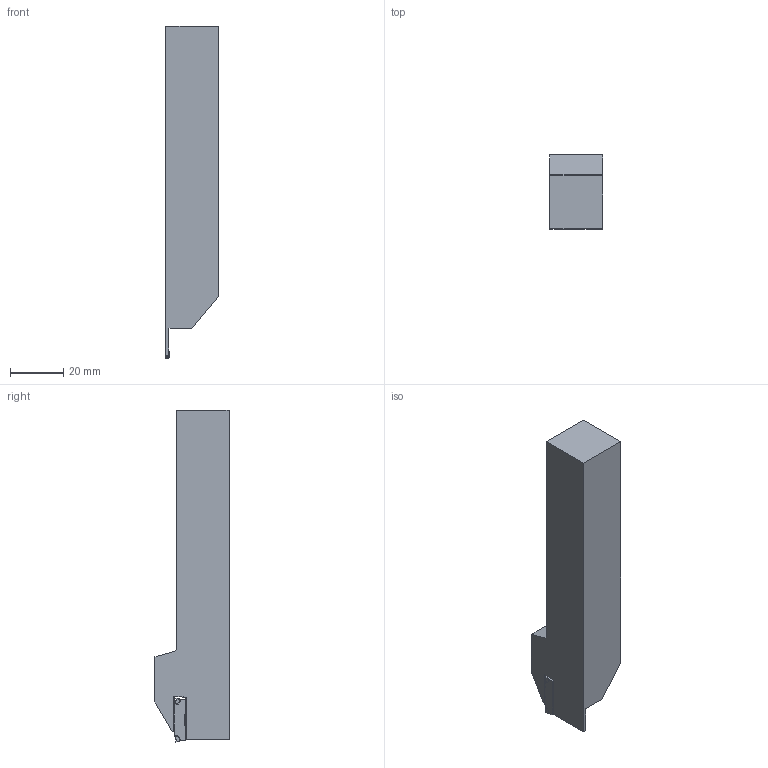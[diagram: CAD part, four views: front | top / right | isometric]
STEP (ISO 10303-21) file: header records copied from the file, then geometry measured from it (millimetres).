
FILE_DESCRIPTION(/* description */ (''),/* implementation_level */ '2;1');
FILE_NAME(/* name */ 'GL1-S2020KFR-16-60_204632283_SIM.stp',/* time_stamp */ '2023-03-16T07:54:09+01:00',/* author */ (''),/* organization */ (''),/* preprocessor_version */ 'ST-DEVELOPER v16.7',/* originating_system */ 'SIEMENS PLM Software NX 12.0',/* authorisation */ '');
FILE_SCHEMA (('AUTOMOTIVE_DESIGN { 1 0 10303 214 3 1 1 1 }'));
Length unit declared in the file: millimetre
Products named in the file (1): wq701F10D45Clpdp
Bounding box: 20.05 x 27.9 x 125.05 mm (x, y, z)
Volume: 45849.5 mm3; surface area: 10735.8 mm2
Topology: 2 solids, 2 shells, 205 faces, 517 edges, 314 vertices
Faces by surface type: cylinder 69, bspline 62, plane 59, extrusion 9, torus 4, sphere 2
Entity records: 6870 total; most frequent: CARTESIAN_POINT 2309, ORIENTED_EDGE 1022, DIRECTION 847, EDGE_CURVE 511, VERTEX_POINT 310, AXIS2_PLACEMENT_3D 307, VECTOR 233, LINE 224
